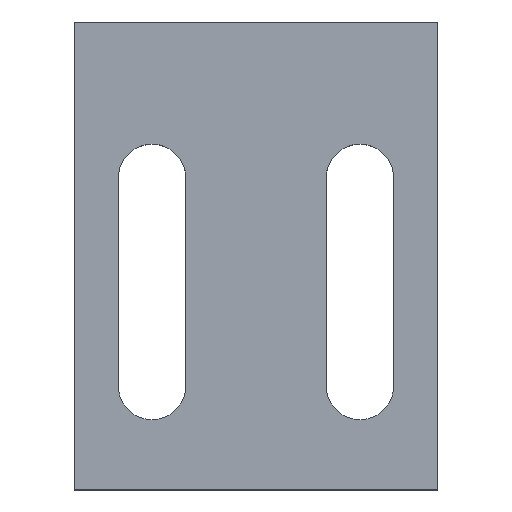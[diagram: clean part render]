
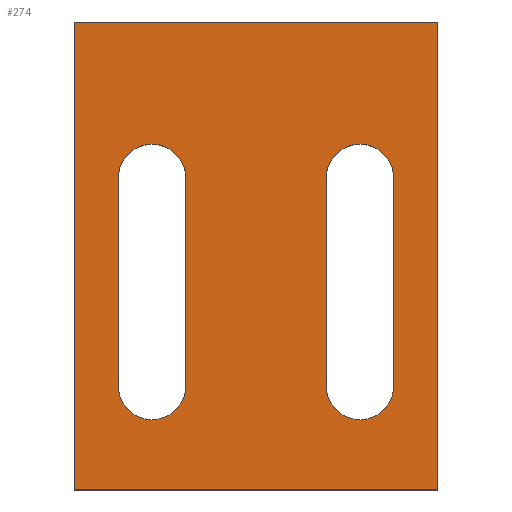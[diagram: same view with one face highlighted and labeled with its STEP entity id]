
A CAD part, top view. The second image highlights one B-rep face of the part: STEP entity #274.
In plain terms, the highlighted planar face has unit normal (0, 0, 1).
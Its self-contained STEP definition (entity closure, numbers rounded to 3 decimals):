
#4 = CARTESIAN_POINT ( 'NONE',  ( 17.5, 22.5, 6. ) ) ;
#13 = EDGE_CURVE ( 'NONE', #519, #287, #484, .T. ) ;
#26 = CARTESIAN_POINT ( 'NONE',  ( -17.5, -22.5, 6. ) ) ;
#30 = DIRECTION ( 'NONE',  ( 0., 0., 1. ) ) ;
#37 = CARTESIAN_POINT ( 'NONE',  ( 17.5, -22.5, 6. ) ) ;
#40 = VECTOR ( 'NONE', #475, 1000. ) ;
#47 = CARTESIAN_POINT ( 'NONE',  ( 0., 0., 6. ) ) ;
#51 = LINE ( 'NONE', #336, #442 ) ;
#58 = CARTESIAN_POINT ( 'NONE',  ( 6.75, -12.5, 6. ) ) ;
#59 = EDGE_CURVE ( 'NONE', #136, #176, #51, .T. ) ;
#61 = VECTOR ( 'NONE', #138, 1000. ) ;
#65 = EDGE_CURVE ( 'NONE', #605, #151, #118, .T. ) ;
#70 = ORIENTED_EDGE ( 'NONE', *, *, #169, .T. ) ;
#71 = CARTESIAN_POINT ( 'NONE',  ( 13.25, -12.5, 6. ) ) ;
#80 = VERTEX_POINT ( 'NONE', #529 ) ;
#89 = EDGE_LOOP ( 'NONE', ( #234, #171, #319, #70 ) ) ;
#91 = EDGE_LOOP ( 'NONE', ( #595, #99, #512, #382 ) ) ;
#99 = ORIENTED_EDGE ( 'NONE', *, *, #486, .F. ) ;
#101 = CARTESIAN_POINT ( 'NONE',  ( -13.25, -12.5, 6. ) ) ;
#102 = AXIS2_PLACEMENT_3D ( 'NONE', #387, #292, #491 ) ;
#103 = CIRCLE ( 'NONE', #173, 3.25 ) ;
#110 = DIRECTION ( 'NONE',  ( -1., 0., 0. ) ) ;
#111 = ORIENTED_EDGE ( 'NONE', *, *, #225, .F. ) ;
#118 = CIRCLE ( 'NONE', #102, 3.25 ) ;
#123 = EDGE_CURVE ( 'NONE', #277, #605, #547, .T. ) ;
#132 = ORIENTED_EDGE ( 'NONE', *, *, #460, .F. ) ;
#136 = VERTEX_POINT ( 'NONE', #393 ) ;
#138 = DIRECTION ( 'NONE',  ( 0., 1., 0. ) ) ;
#141 = DIRECTION ( 'NONE',  ( 0., -1., 0. ) ) ;
#151 = VERTEX_POINT ( 'NONE', #299 ) ;
#157 = CARTESIAN_POINT ( 'NONE',  ( -10., -12.5, 6. ) ) ;
#158 = VERTEX_POINT ( 'NONE', #497 ) ;
#164 = AXIS2_PLACEMENT_3D ( 'NONE', #47, #568, #224 ) ;
#165 = EDGE_CURVE ( 'NONE', #287, #136, #205, .T. ) ;
#167 = DIRECTION ( 'NONE',  ( -1., 0., 0. ) ) ;
#169 = EDGE_CURVE ( 'NONE', #176, #519, #290, .T. ) ;
#171 = ORIENTED_EDGE ( 'NONE', *, *, #165, .T. ) ;
#173 = AXIS2_PLACEMENT_3D ( 'NONE', #587, #495, #447 ) ;
#176 = VERTEX_POINT ( 'NONE', #401 ) ;
#186 = VECTOR ( 'NONE', #312, 1000. ) ;
#187 = VERTEX_POINT ( 'NONE', #592 ) ;
#189 = FACE_OUTER_BOUND ( 'NONE', #89, .T. ) ;
#190 = VECTOR ( 'NONE', #110, 1000. ) ;
#191 = CIRCLE ( 'NONE', #501, 3.25 ) ;
#200 = VECTOR ( 'NONE', #411, 1000. ) ;
#205 = LINE ( 'NONE', #352, #190 ) ;
#206 = DIRECTION ( 'NONE',  ( 1., 0., 0. ) ) ;
#209 = DIRECTION ( 'NONE',  ( 1., 0., 0. ) ) ;
#220 = CARTESIAN_POINT ( 'NONE',  ( 10., -12.5, 6. ) ) ;
#224 = DIRECTION ( 'NONE',  ( 1., 0., 0. ) ) ;
#225 = EDGE_CURVE ( 'NONE', #80, #254, #330, .T. ) ;
#233 = CARTESIAN_POINT ( 'NONE',  ( -13.25, -12.5, 6. ) ) ;
#234 = ORIENTED_EDGE ( 'NONE', *, *, #13, .T. ) ;
#246 = AXIS2_PLACEMENT_3D ( 'NONE', #157, #288, #206 ) ;
#254 = VERTEX_POINT ( 'NONE', #233 ) ;
#268 = VERTEX_POINT ( 'NONE', #426 ) ;
#274 = ADVANCED_FACE ( 'NONE', ( #189, #379, #573 ), #326, .T. ) ;
#277 = VERTEX_POINT ( 'NONE', #334 ) ;
#280 = VECTOR ( 'NONE', #209, 1000. ) ;
#287 = VERTEX_POINT ( 'NONE', #538 ) ;
#288 = DIRECTION ( 'NONE',  ( 0., 0., 1. ) ) ;
#289 = VECTOR ( 'NONE', #446, 1000. ) ;
#290 = LINE ( 'NONE', #26, #280 ) ;
#292 = DIRECTION ( 'NONE',  ( 0., 0., 1. ) ) ;
#299 = CARTESIAN_POINT ( 'NONE',  ( 6.75, 7.5, 6. ) ) ;
#305 = LINE ( 'NONE', #58, #200 ) ;
#312 = DIRECTION ( 'NONE',  ( 0., 1., 0. ) ) ;
#319 = ORIENTED_EDGE ( 'NONE', *, *, #59, .T. ) ;
#326 = PLANE ( 'NONE',  #164 ) ;
#330 = LINE ( 'NONE', #101, #40 ) ;
#334 = CARTESIAN_POINT ( 'NONE',  ( 13.25, -12.5, 6. ) ) ;
#336 = CARTESIAN_POINT ( 'NONE',  ( -17.5, 22.5, 6. ) ) ;
#337 = EDGE_CURVE ( 'NONE', #254, #187, #480, .T. ) ;
#352 = CARTESIAN_POINT ( 'NONE',  ( -17.5, 22.5, 6. ) ) ;
#361 = LINE ( 'NONE', #508, #186 ) ;
#368 = EDGE_LOOP ( 'NONE', ( #132, #567, #111, #481 ) ) ;
#379 = FACE_BOUND ( 'NONE', #368, .T. ) ;
#382 = ORIENTED_EDGE ( 'NONE', *, *, #65, .F. ) ;
#384 = EDGE_CURVE ( 'NONE', #158, #80, #103, .T. ) ;
#387 = CARTESIAN_POINT ( 'NONE',  ( 10., 7.5, 6. ) ) ;
#393 = CARTESIAN_POINT ( 'NONE',  ( -17.5, 22.5, 6. ) ) ;
#401 = CARTESIAN_POINT ( 'NONE',  ( -17.5, -22.5, 6. ) ) ;
#409 = EDGE_CURVE ( 'NONE', #151, #268, #305, .T. ) ;
#411 = DIRECTION ( 'NONE',  ( 0., -1., 0. ) ) ;
#426 = CARTESIAN_POINT ( 'NONE',  ( 6.75, -12.5, 6. ) ) ;
#442 = VECTOR ( 'NONE', #141, 1000. ) ;
#446 = DIRECTION ( 'NONE',  ( 0., 1., 0. ) ) ;
#447 = DIRECTION ( 'NONE',  ( 1., 0., 0. ) ) ;
#460 = EDGE_CURVE ( 'NONE', #187, #158, #361, .T. ) ;
#475 = DIRECTION ( 'NONE',  ( 0., -1., 0. ) ) ;
#480 = CIRCLE ( 'NONE', #246, 3.25 ) ;
#481 = ORIENTED_EDGE ( 'NONE', *, *, #384, .F. ) ;
#484 = LINE ( 'NONE', #4, #61 ) ;
#486 = EDGE_CURVE ( 'NONE', #268, #277, #191, .T. ) ;
#491 = DIRECTION ( 'NONE',  ( -1., 0., 0. ) ) ;
#495 = DIRECTION ( 'NONE',  ( 0., 0., 1. ) ) ;
#496 = CARTESIAN_POINT ( 'NONE',  ( 13.25, 7.5, 6. ) ) ;
#497 = CARTESIAN_POINT ( 'NONE',  ( -6.75, 7.5, 6. ) ) ;
#501 = AXIS2_PLACEMENT_3D ( 'NONE', #220, #30, #167 ) ;
#508 = CARTESIAN_POINT ( 'NONE',  ( -6.75, -12.5, 6. ) ) ;
#512 = ORIENTED_EDGE ( 'NONE', *, *, #409, .F. ) ;
#519 = VERTEX_POINT ( 'NONE', #37 ) ;
#529 = CARTESIAN_POINT ( 'NONE',  ( -13.25, 7.5, 6. ) ) ;
#538 = CARTESIAN_POINT ( 'NONE',  ( 17.5, 22.5, 6. ) ) ;
#547 = LINE ( 'NONE', #71, #289 ) ;
#567 = ORIENTED_EDGE ( 'NONE', *, *, #337, .F. ) ;
#568 = DIRECTION ( 'NONE',  ( 0., 0., 1. ) ) ;
#573 = FACE_BOUND ( 'NONE', #91, .T. ) ;
#587 = CARTESIAN_POINT ( 'NONE',  ( -10., 7.5, 6. ) ) ;
#592 = CARTESIAN_POINT ( 'NONE',  ( -6.75, -12.5, 6. ) ) ;
#595 = ORIENTED_EDGE ( 'NONE', *, *, #123, .F. ) ;
#605 = VERTEX_POINT ( 'NONE', #496 ) ;
